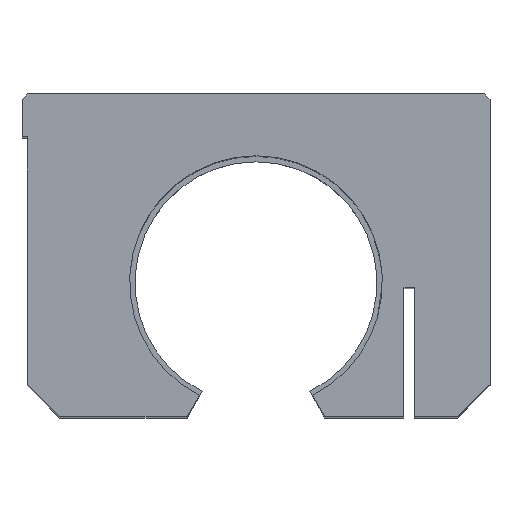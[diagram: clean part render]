
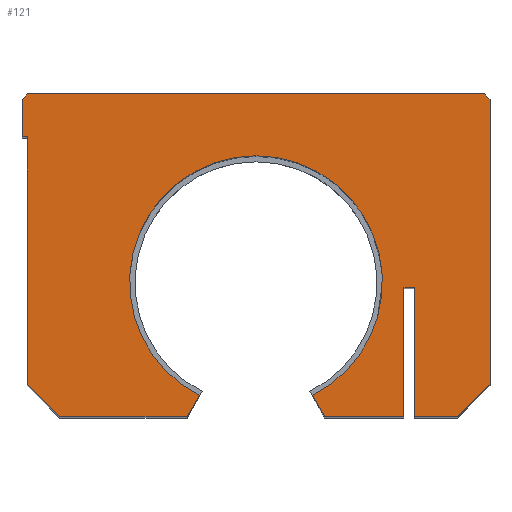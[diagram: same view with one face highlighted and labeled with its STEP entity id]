
A CAD part, top view. The second image highlights one B-rep face of the part: STEP entity #121.
In plain terms, the highlighted planar face has unit normal (0, 0, 1).
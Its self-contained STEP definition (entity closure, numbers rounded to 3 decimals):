
#121 = ADVANCED_FACE( '', ( #283 ), #284, .T. );
#283 = FACE_OUTER_BOUND( '', #532, .T. );
#284 = PLANE( '', #533 );
#532 = EDGE_LOOP( '', ( #1016, #1017, #1018, #1019, #1020, #1021, #1022, #1023, #1024, #1025, #1026, #1027, #1028, #1029, #1030, #1031, #1032, #1033, #1034 ) );
#533 = AXIS2_PLACEMENT_3D( '', #1035, #1036, #1037 );
#1016 = ORIENTED_EDGE( '', *, *, #1731, .T. );
#1017 = ORIENTED_EDGE( '', *, *, #1741, .F. );
#1018 = ORIENTED_EDGE( '', *, *, #1742, .T. );
#1019 = ORIENTED_EDGE( '', *, *, #1743, .T. );
#1020 = ORIENTED_EDGE( '', *, *, #1744, .T. );
#1021 = ORIENTED_EDGE( '', *, *, #1745, .F. );
#1022 = ORIENTED_EDGE( '', *, *, #1746, .F. );
#1023 = ORIENTED_EDGE( '', *, *, #1747, .F. );
#1024 = ORIENTED_EDGE( '', *, *, #1748, .F. );
#1025 = ORIENTED_EDGE( '', *, *, #1749, .F. );
#1026 = ORIENTED_EDGE( '', *, *, #1750, .F. );
#1027 = ORIENTED_EDGE( '', *, *, #1751, .F. );
#1028 = ORIENTED_EDGE( '', *, *, #1752, .F. );
#1029 = ORIENTED_EDGE( '', *, *, #1753, .F. );
#1030 = ORIENTED_EDGE( '', *, *, #1754, .F. );
#1031 = ORIENTED_EDGE( '', *, *, #1755, .F. );
#1032 = ORIENTED_EDGE( '', *, *, #1738, .T. );
#1033 = ORIENTED_EDGE( '', *, *, #1657, .T. );
#1034 = ORIENTED_EDGE( '', *, *, #1756, .T. );
#1035 = CARTESIAN_POINT( '', ( 0., 0., 152. ) );
#1036 = DIRECTION( '', ( 0., 0., 1. ) );
#1037 = DIRECTION( '', ( 1., 0., 0. ) );
#1657 = EDGE_CURVE( '', #1998, #1995, #1999, .T. );
#1731 = EDGE_CURVE( '', #2120, #2118, #2121, .T. );
#1738 = EDGE_CURVE( '', #2131, #1998, #2132, .T. );
#1741 = EDGE_CURVE( '', #2136, #2118, #2137, .T. );
#1742 = EDGE_CURVE( '', #2136, #2138, #2139, .T. );
#1743 = EDGE_CURVE( '', #2138, #2140, #2141, .T. );
#1744 = EDGE_CURVE( '', #2140, #2142, #2143, .T. );
#1745 = EDGE_CURVE( '', #2144, #2142, #2145, .T. );
#1746 = EDGE_CURVE( '', #2146, #2144, #2147, .T. );
#1747 = EDGE_CURVE( '', #2148, #2146, #2149, .T. );
#1748 = EDGE_CURVE( '', #2150, #2148, #2151, .T. );
#1749 = EDGE_CURVE( '', #2152, #2150, #2153, .T. );
#1750 = EDGE_CURVE( '', #2154, #2152, #2155, .T. );
#1751 = EDGE_CURVE( '', #2156, #2154, #2157, .T. );
#1752 = EDGE_CURVE( '', #2158, #2156, #2159, .T. );
#1753 = EDGE_CURVE( '', #2160, #2158, #2161, .T. );
#1754 = EDGE_CURVE( '', #2162, #2160, #2163, .T. );
#1755 = EDGE_CURVE( '', #2131, #2162, #2164, .T. );
#1756 = EDGE_CURVE( '', #1995, #2120, #2165, .T. );
#1995 = VERTEX_POINT( '', #2502 );
#1998 = VERTEX_POINT( '', #2506 );
#1999 = CIRCLE( '', #2507, 23.5 );
#2118 = VERTEX_POINT( '', #2845 );
#2120 = VERTEX_POINT( '', #2848 );
#2121 = LINE( '', #2849, #2850 );
#2131 = VERTEX_POINT( '', #2866 );
#2132 = LINE( '', #2867, #2868 );
#2136 = VERTEX_POINT( '', #2874 );
#2137 = LINE( '', #2875, #2876 );
#2138 = VERTEX_POINT( '', #2877 );
#2139 = LINE( '', #2878, #2879 );
#2140 = VERTEX_POINT( '', #2880 );
#2141 = LINE( '', #2881, #2882 );
#2142 = VERTEX_POINT( '', #2883 );
#2143 = LINE( '', #2884, #2885 );
#2144 = VERTEX_POINT( '', #2886 );
#2145 = LINE( '', #2887, #2888 );
#2146 = VERTEX_POINT( '', #2889 );
#2147 = LINE( '', #2890, #2891 );
#2148 = VERTEX_POINT( '', #2892 );
#2149 = LINE( '', #2893, #2894 );
#2150 = VERTEX_POINT( '', #2895 );
#2151 = LINE( '', #2896, #2897 );
#2152 = VERTEX_POINT( '', #2898 );
#2153 = LINE( '', #2899, #2900 );
#2154 = VERTEX_POINT( '', #2901 );
#2155 = LINE( '', #2902, #2903 );
#2156 = VERTEX_POINT( '', #2904 );
#2157 = LINE( '', #2905, #2906 );
#2158 = VERTEX_POINT( '', #2907 );
#2159 = LINE( '', #2908, #2909 );
#2160 = VERTEX_POINT( '', #2910 );
#2161 = LINE( '', #2911, #2912 );
#2162 = VERTEX_POINT( '', #2913 );
#2163 = LINE( '', #2914, #2915 );
#2164 = LINE( '', #2916, #2917 );
#2165 = CIRCLE( '', #2918, 23.5 );
#2502 = CARTESIAN_POINT( '', ( 0., 48.5, 152. ) );
#2506 = CARTESIAN_POINT( '', ( -10.5, 3.976, 152. ) );
#2507 = AXIS2_PLACEMENT_3D( '', #3325, #3326, #3327 );
#2845 = CARTESIAN_POINT( '', ( 12.796, 0., 152. ) );
#2848 = CARTESIAN_POINT( '', ( 10.5, 3.976, 152. ) );
#2849 = CARTESIAN_POINT( '', ( 11.485, 2.27, 152. ) );
#2850 = VECTOR( '', #3469, 1. );
#2866 = CARTESIAN_POINT( '', ( -12.796, 0., 152. ) );
#2867 = CARTESIAN_POINT( '', ( -4.798, 13.852, 152. ) );
#2868 = VECTOR( '', #3476, 1. );
#2874 = CARTESIAN_POINT( '', ( 27.5, 0., 152. ) );
#2875 = CARTESIAN_POINT( '', ( -36.5, 0., 152. ) );
#2876 = VECTOR( '', #3479, 1. );
#2877 = CARTESIAN_POINT( '', ( 27.5, 24., 152. ) );
#2878 = CARTESIAN_POINT( '', ( 27.5, 0., 152. ) );
#2879 = VECTOR( '', #3480, 1. );
#2880 = CARTESIAN_POINT( '', ( 29.5, 24., 152. ) );
#2881 = CARTESIAN_POINT( '', ( 14.75, 24., 152. ) );
#2882 = VECTOR( '', #3481, 1. );
#2883 = CARTESIAN_POINT( '', ( 29.5, 0., 152. ) );
#2884 = CARTESIAN_POINT( '', ( 29.5, 0., 152. ) );
#2885 = VECTOR( '', #3482, 1. );
#2886 = CARTESIAN_POINT( '', ( 37.5, 0., 152. ) );
#2887 = CARTESIAN_POINT( '', ( -36.5, 0., 152. ) );
#2888 = VECTOR( '', #3483, 1. );
#2889 = CARTESIAN_POINT( '', ( 43.5, 6., 152. ) );
#2890 = CARTESIAN_POINT( '', ( 37.5, 0., 152. ) );
#2891 = VECTOR( '', #3484, 1. );
#2892 = CARTESIAN_POINT( '', ( 43.5, 59., 152. ) );
#2893 = CARTESIAN_POINT( '', ( 43.5, 6., 152. ) );
#2894 = VECTOR( '', #3485, 1. );
#2895 = CARTESIAN_POINT( '', ( 42.5, 60., 152. ) );
#2896 = CARTESIAN_POINT( '', ( 43.5, 59., 152. ) );
#2897 = VECTOR( '', #3486, 1. );
#2898 = CARTESIAN_POINT( '', ( -42.5, 60., 152. ) );
#2899 = CARTESIAN_POINT( '', ( 42.5, 60., 152. ) );
#2900 = VECTOR( '', #3487, 1. );
#2901 = CARTESIAN_POINT( '', ( -43.5, 59., 152. ) );
#2902 = CARTESIAN_POINT( '', ( -42.5, 60., 152. ) );
#2903 = VECTOR( '', #3488, 1. );
#2904 = CARTESIAN_POINT( '', ( -43.5, 52., 152. ) );
#2905 = CARTESIAN_POINT( '', ( -43.5, 59., 152. ) );
#2906 = VECTOR( '', #3489, 1. );
#2907 = CARTESIAN_POINT( '', ( -42.5, 52., 152. ) );
#2908 = CARTESIAN_POINT( '', ( -43.5, 52., 152. ) );
#2909 = VECTOR( '', #3490, 1. );
#2910 = CARTESIAN_POINT( '', ( -42.5, 6., 152. ) );
#2911 = CARTESIAN_POINT( '', ( -42.5, 52., 152. ) );
#2912 = VECTOR( '', #3491, 1. );
#2913 = CARTESIAN_POINT( '', ( -36.5, 0., 152. ) );
#2914 = CARTESIAN_POINT( '', ( -42.5, 6., 152. ) );
#2915 = VECTOR( '', #3492, 1. );
#2916 = CARTESIAN_POINT( '', ( -36.5, 0., 152. ) );
#2917 = VECTOR( '', #3493, 1. );
#2918 = AXIS2_PLACEMENT_3D( '', #3494, #3495, #3496 );
#3325 = CARTESIAN_POINT( '', ( 0., 25., 152. ) );
#3326 = DIRECTION( '', ( 0., 0., -1. ) );
#3327 = DIRECTION( '', ( 0., 1., 0. ) );
#3469 = DIRECTION( '', ( 0.5, -0.866, 0. ) );
#3476 = DIRECTION( '', ( 0.5, 0.866, 0. ) );
#3479 = DIRECTION( '', ( -1., 0., 0. ) );
#3480 = DIRECTION( '', ( 0., 1., 0. ) );
#3481 = DIRECTION( '', ( 1., 0., 0. ) );
#3482 = DIRECTION( '', ( 0., -1., 0. ) );
#3483 = DIRECTION( '', ( -1., 0., 0. ) );
#3484 = DIRECTION( '', ( -0.707, -0.707, 0. ) );
#3485 = DIRECTION( '', ( 0., -1., 0. ) );
#3486 = DIRECTION( '', ( 0.707, -0.707, 0. ) );
#3487 = DIRECTION( '', ( 1., 0., 0. ) );
#3488 = DIRECTION( '', ( 0.707, 0.707, 0. ) );
#3489 = DIRECTION( '', ( 0., 1., 0. ) );
#3490 = DIRECTION( '', ( -1., 0., 0. ) );
#3491 = DIRECTION( '', ( 0., 1., 0. ) );
#3492 = DIRECTION( '', ( -0.707, 0.707, 0. ) );
#3493 = DIRECTION( '', ( -1., 0., 0. ) );
#3494 = CARTESIAN_POINT( '', ( 0., 25., 152. ) );
#3495 = DIRECTION( '', ( 0., 0., -1. ) );
#3496 = DIRECTION( '', ( 0., 1., 0. ) );
